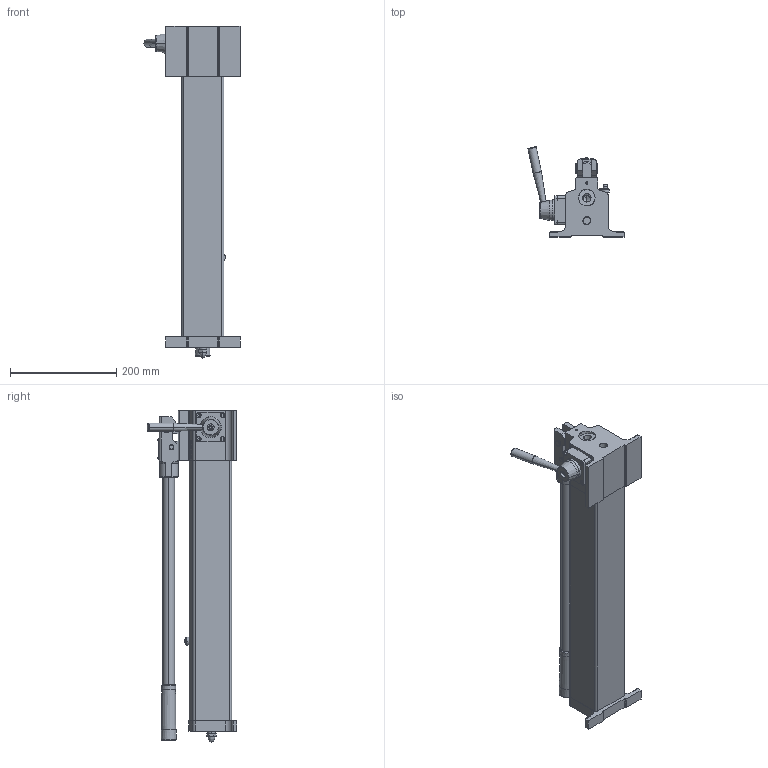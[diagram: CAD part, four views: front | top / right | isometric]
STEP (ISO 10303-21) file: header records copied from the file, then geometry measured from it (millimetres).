
FILE_DESCRIPTION (( 'STEP AP214' ), '1' );
FILE_NAME ('HP252D.STEP', '2016-09-05T07:43:31', ( '' ), ( '' ), 'SwSTEP 2.0', 'SolidWorks 2016', '' );
FILE_SCHEMA (( 'AUTOMOTIVE_DESIGN' ));
Length unit declared in the file: millimetre
Products named in the file (1): HP252D
Bounding box: 180.74 x 169.14 x 625 mm (x, y, z)
Volume: 4349550.7 mm3; surface area: 293191 mm2
Topology: 2 solids, 2 shells, 486 faces, 1231 edges, 792 vertices
Faces by surface type: plane 269, cylinder 136, cone 40, torus 34, bspline 7
Entity records: 16151 total; most frequent: CARTESIAN_POINT 3435, DIRECTION 2495, ORIENTED_EDGE 2446, EDGE_CURVE 1223, AXIS2_PLACEMENT_3D 864, VERTEX_POINT 792, VECTOR 767, LINE 767
